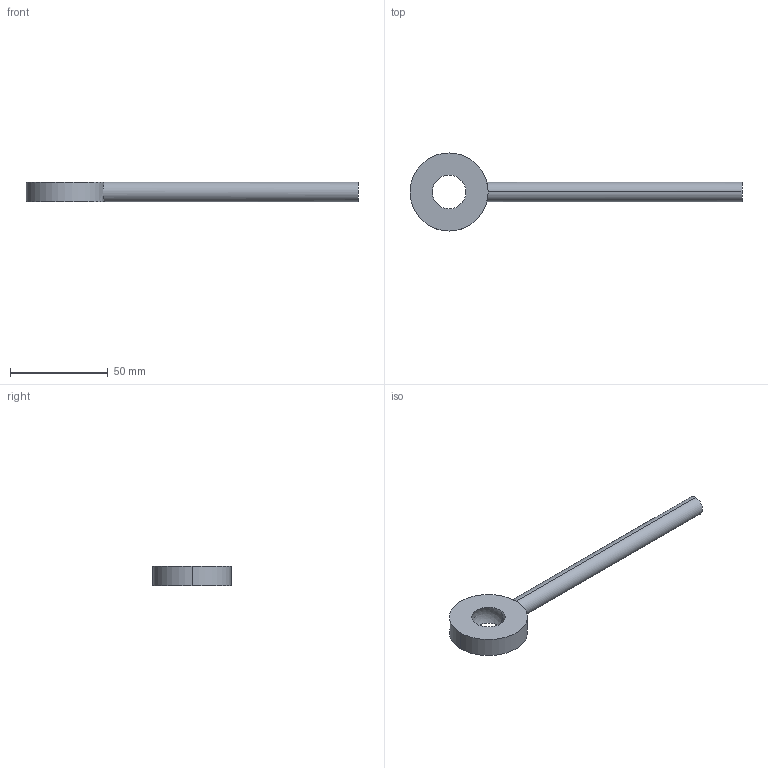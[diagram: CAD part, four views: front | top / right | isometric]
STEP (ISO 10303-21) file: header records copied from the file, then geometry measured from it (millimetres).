
FILE_DESCRIPTION (( 'STEP AP214' ), '1' );
FILE_NAME ('T02 EJER01 Connecting_Rod.STEP', '2022-08-25T00:53:40', ( '' ), ( '' ), 'SwSTEP 2.0', 'SolidWorks 2022', '' );
FILE_SCHEMA (( 'AUTOMOTIVE_DESIGN' ));
Length unit declared in the file: millimetre
Products named in the file (1): T02 EJER01 Connecting_Rod
Bounding box: 170 x 40 x 10 mm (x, y, z)
Volume: 19909.2 mm3; surface area: 8020.4 mm2
Topology: 1 solids, 1 shells, 9 faces, 22 edges, 13 vertices
Faces by surface type: cylinder 4, plane 3, sphere 2
Entity records: 337 total; most frequent: CARTESIAN_POINT 109, DIRECTION 47, ORIENTED_EDGE 34, AXIS2_PLACEMENT_3D 22, EDGE_CURVE 17, CIRCLE 12, EDGE_LOOP 11, VERTEX_POINT 10
